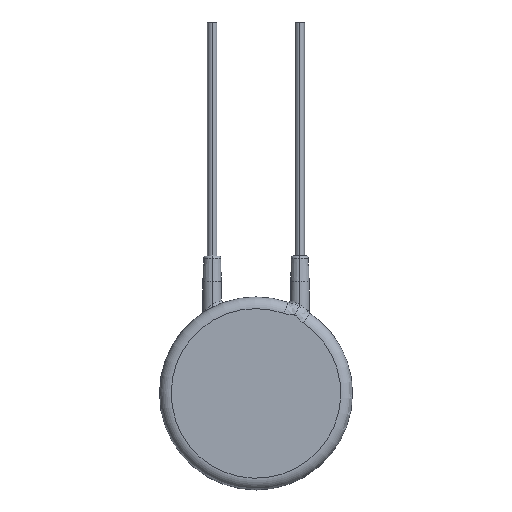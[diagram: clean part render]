
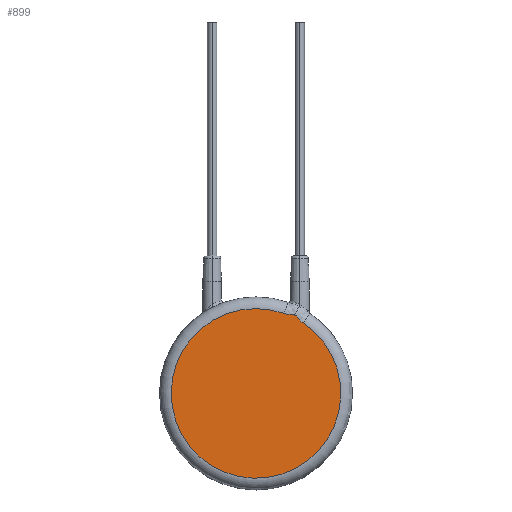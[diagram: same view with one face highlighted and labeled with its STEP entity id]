
A CAD part, top view. The second image highlights one B-rep face of the part: STEP entity #899.
In plain terms, the highlighted planar face has unit normal (0, 0, 1).
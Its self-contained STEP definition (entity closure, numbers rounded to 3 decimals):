
#64=CARTESIAN_POINT('',(0.,0.,3.6));
#65=DIRECTION('',(0.,0.,1.));
#66=DIRECTION('',(0.331,0.944,0.));
#67=AXIS2_PLACEMENT_3D('',#64,#65,#66);
#180=CARTESIAN_POINT('',(3.317,6.699,3.6));
#181=CARTESIAN_POINT('',(3.301,6.707,3.6));
#182=CARTESIAN_POINT('',(3.268,6.721,3.6));
#183=CARTESIAN_POINT('',(3.223,6.734,3.6));
#184=CARTESIAN_POINT('',(3.18,6.743,3.6));
#185=CARTESIAN_POINT('',(3.142,6.748,3.6));
#186=CARTESIAN_POINT('',(3.103,6.751,3.6));
#187=CARTESIAN_POINT('',(3.06,6.753,3.6));
#188=CARTESIAN_POINT('',(3.013,6.755,3.6));
#189=CARTESIAN_POINT('',(2.962,6.756,3.6));
#190=CARTESIAN_POINT('',(2.911,6.757,3.6));
#191=CARTESIAN_POINT('',(2.859,6.759,3.6));
#192=CARTESIAN_POINT('',(2.805,6.762,3.6));
#193=CARTESIAN_POINT('',(2.747,6.766,3.6));
#194=CARTESIAN_POINT('',(2.681,6.774,3.6));
#195=CARTESIAN_POINT('',(2.611,6.785,3.6));
#196=CARTESIAN_POINT('',(2.542,6.799,3.6));
#197=CARTESIAN_POINT('',(2.472,6.818,3.6));
#198=CARTESIAN_POINT('',(2.423,6.833,3.6));
#199=CARTESIAN_POINT('',(2.399,6.842,3.6));
#201=CARTESIAN_POINT('',(4.036,6.023,3.6));
#202=CARTESIAN_POINT('',(3.996,6.05,3.6));
#203=CARTESIAN_POINT('',(3.921,6.106,3.6));
#204=CARTESIAN_POINT('',(3.818,6.199,3.6));
#205=CARTESIAN_POINT('',(3.732,6.29,3.6));
#206=CARTESIAN_POINT('',(3.665,6.367,3.6));
#207=CARTESIAN_POINT('',(3.593,6.452,3.6));
#208=CARTESIAN_POINT('',(3.52,6.538,3.6));
#209=CARTESIAN_POINT('',(3.447,6.611,3.6));
#210=CARTESIAN_POINT('',(3.381,6.663,3.6));
#211=CARTESIAN_POINT('',(3.338,6.689,3.6));
#212=CARTESIAN_POINT('',(3.317,6.699,3.6));
#617=CARTESIAN_POINT('',(4.036,6.023,3.6));
#618=VERTEX_POINT('',#617);
#621=VERTEX_POINT('',#212);
#630=CARTESIAN_POINT('',(2.399,6.842,3.6));
#631=VERTEX_POINT('',#630);
#888=CARTESIAN_POINT('',(0.,0.,3.6));
#889=DIRECTION('',(0.,0.,1.));
#890=DIRECTION('',(1.,0.,0.));
#891=AXIS2_PLACEMENT_3D('',#888,#889,#890);
#892=PLANE('',#891);
#893=ORIENTED_EDGE('',*,*,#690,.F.);
#895=ORIENTED_EDGE('',*,*,#894,.F.);
#896=ORIENTED_EDGE('',*,*,#880,.F.);
#897=EDGE_LOOP('',(#893,#895,#896));
#898=FACE_OUTER_BOUND('',#897,.F.);
#68=CIRCLE('',#67,7.25);
#200=B_SPLINE_CURVE_WITH_KNOTS('',3,(#180,#181,#182,#183,#184,#185,#186,#187,
#188,#189,#190,#191,#192,#193,#194,#195,#196,#197,#198,#199),.UNSPECIFIED.,.F.,
.F.,(4,1,1,1,1,1,1,1,1,1,1,1,1,1,1,1,1,4),(0.,0.059,
0.118,0.176,0.235,0.294,
0.353,0.412,0.471,0.529,
0.588,0.647,0.706,0.765,
0.824,0.882,0.941,1.),.UNSPECIFIED.);
#213=B_SPLINE_CURVE_WITH_KNOTS('',3,(#201,#202,#203,#204,#205,#206,#207,#208,
#209,#210,#211,#212),.UNSPECIFIED.,.F.,.F.,(4,1,1,1,1,1,1,1,1,4),(0.,
0.111,0.222,0.333,0.444,
0.556,0.667,0.778,0.889,1.),
.UNSPECIFIED.);
#690=EDGE_CURVE('',#631,#618,#68,.T.);
#880=EDGE_CURVE('',#618,#621,#213,.T.);
#894=EDGE_CURVE('',#621,#631,#200,.T.);
#899=ADVANCED_FACE('',(#898),#892,.T.);
